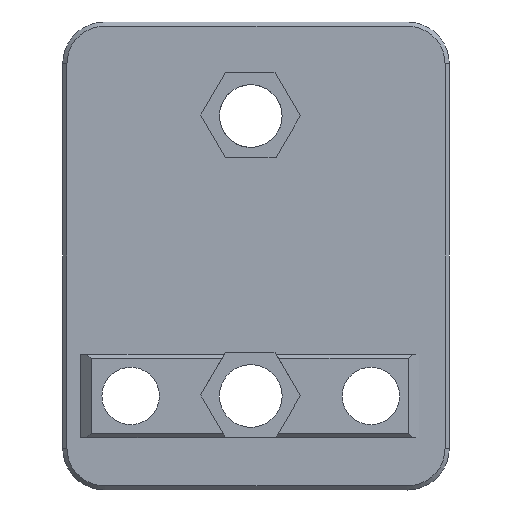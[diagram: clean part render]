
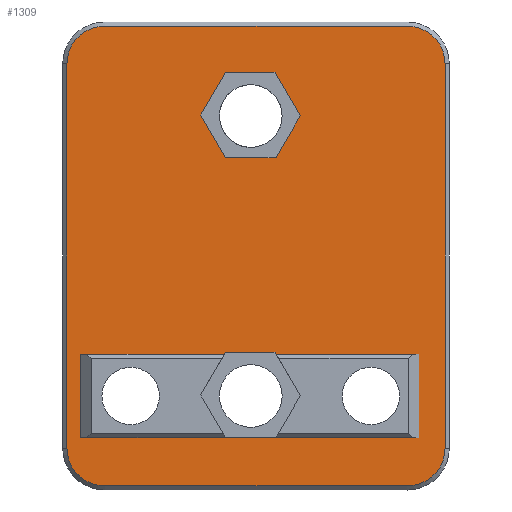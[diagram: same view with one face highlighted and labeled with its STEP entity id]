
A CAD part, front view. The second image highlights one B-rep face of the part: STEP entity #1309.
In plain terms, the highlighted planar face has unit normal (0, -1, 0).
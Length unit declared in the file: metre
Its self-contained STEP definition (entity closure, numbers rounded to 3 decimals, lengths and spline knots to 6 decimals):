
#24=CIRCLE('',#1390,0.0036);
#31=CIRCLE('',#1406,0.0036);
#35=CIRCLE('',#1420,0.0036);
#43=CIRCLE('',#1455,0.0036);
#292=ORIENTED_EDGE('',*,*,#451,.T.);
#293=ORIENTED_EDGE('',*,*,#464,.T.);
#294=ORIENTED_EDGE('',*,*,#467,.F.);
#295=ORIENTED_EDGE('',*,*,#428,.T.);
#296=ORIENTED_EDGE('',*,*,#425,.T.);
#297=ORIENTED_EDGE('',*,*,#466,.F.);
#298=ORIENTED_EDGE('',*,*,#576,.F.);
#299=ORIENTED_EDGE('',*,*,#476,.T.);
#300=ORIENTED_EDGE('',*,*,#468,.T.);
#301=ORIENTED_EDGE('',*,*,#577,.F.);
#302=ORIENTED_EDGE('',*,*,#574,.F.);
#303=ORIENTED_EDGE('',*,*,#516,.T.);
#304=ORIENTED_EDGE('',*,*,#575,.F.);
#305=ORIENTED_EDGE('',*,*,#526,.T.);
#306=ORIENTED_EDGE('',*,*,#484,.T.);
#307=ORIENTED_EDGE('',*,*,#436,.T.);
#308=ORIENTED_EDGE('',*,*,#446,.T.);
#309=ORIENTED_EDGE('',*,*,#460,.T.);
#310=ORIENTED_EDGE('',*,*,#571,.T.);
#311=ORIENTED_EDGE('',*,*,#578,.T.);
#312=ORIENTED_EDGE('',*,*,#568,.T.);
#313=ORIENTED_EDGE('',*,*,#489,.T.);
#425=EDGE_CURVE('',#606,#605,#723,.T.);
#428=EDGE_CURVE('',#608,#606,#726,.T.);
#436=EDGE_CURVE('',#616,#614,#24,.T.);
#446=EDGE_CURVE('',#614,#621,#740,.T.);
#451=EDGE_CURVE('',#626,#625,#743,.T.);
#460=EDGE_CURVE('',#621,#631,#31,.T.);
#464=EDGE_CURVE('',#625,#633,#752,.T.);
#466=EDGE_CURVE('',#626,#605,#754,.T.);
#467=EDGE_CURVE('',#608,#633,#755,.T.);
#468=EDGE_CURVE('',#634,#635,#756,.T.);
#476=EDGE_CURVE('',#642,#634,#764,.T.);
#484=EDGE_CURVE('',#647,#616,#770,.T.);
#489=EDGE_CURVE('',#650,#647,#35,.T.);
#516=EDGE_CURVE('',#670,#668,#797,.T.);
#526=EDGE_CURVE('',#675,#679,#807,.T.);
#568=EDGE_CURVE('',#706,#650,#845,.T.);
#571=EDGE_CURVE('',#631,#709,#848,.T.);
#574=EDGE_CURVE('',#670,#711,#851,.T.);
#575=EDGE_CURVE('',#675,#668,#852,.T.);
#576=EDGE_CURVE('',#642,#679,#853,.T.);
#577=EDGE_CURVE('',#711,#635,#854,.T.);
#578=EDGE_CURVE('',#709,#706,#43,.T.);
#605=VERTEX_POINT('',#1860);
#606=VERTEX_POINT('',#1862);
#608=VERTEX_POINT('',#1868);
#614=VERTEX_POINT('',#1883);
#616=VERTEX_POINT('',#1886);
#621=VERTEX_POINT('',#1903);
#625=VERTEX_POINT('',#1915);
#626=VERTEX_POINT('',#1917);
#631=VERTEX_POINT('',#1933);
#633=VERTEX_POINT('',#1942);
#634=VERTEX_POINT('',#1950);
#635=VERTEX_POINT('',#1951);
#642=VERTEX_POINT('',#1967);
#647=VERTEX_POINT('',#1983);
#650=VERTEX_POINT('',#1990);
#668=VERTEX_POINT('',#2045);
#670=VERTEX_POINT('',#2048);
#675=VERTEX_POINT('',#2059);
#679=VERTEX_POINT('',#2067);
#706=VERTEX_POINT('',#2148);
#709=VERTEX_POINT('',#2156);
#711=VERTEX_POINT('',#2161);
#723=LINE('',#1861,#869);
#726=LINE('',#1867,#872);
#740=LINE('',#1904,#886);
#743=LINE('',#1916,#889);
#752=LINE('',#1941,#898);
#754=LINE('',#1945,#900);
#755=LINE('',#1947,#901);
#756=LINE('',#1949,#902);
#764=LINE('',#1966,#910);
#770=LINE('',#1982,#916);
#797=LINE('',#2047,#943);
#807=LINE('',#2068,#953);
#845=LINE('',#2151,#991);
#848=LINE('',#2157,#994);
#851=LINE('',#2163,#997);
#852=LINE('',#2165,#998);
#853=LINE('',#2167,#999);
#854=LINE('',#2168,#1000);
#869=VECTOR('',#1497,1.);
#872=VECTOR('',#1502,1.);
#886=VECTOR('',#1534,1.);
#889=VECTOR('',#1547,1.);
#898=VECTOR('',#1574,1.);
#900=VECTOR('',#1578,1.);
#901=VECTOR('',#1581,1.);
#902=VECTOR('',#1584,1.);
#910=VECTOR('',#1594,1.);
#916=VECTOR('',#1610,1.);
#943=VECTOR('',#1667,1.);
#953=VECTOR('',#1679,1.);
#991=VECTOR('',#1751,1.);
#994=VECTOR('',#1756,1.);
#997=VECTOR('',#1761,1.);
#998=VECTOR('',#1764,1.);
#999=VECTOR('',#1767,1.);
#1000=VECTOR('',#1768,1.);
#1068=EDGE_LOOP('',(#292,#293,#294,#295,#296,#297));
#1069=EDGE_LOOP('',(#298,#299,#300,#301,#302,#303,#304,#305));
#1070=EDGE_LOOP('',(#306,#307,#308,#309,#310,#311,#312,#313));
#1160=FACE_BOUND('',#1068,.T.);
#1161=FACE_BOUND('',#1069,.T.);
#1162=FACE_BOUND('',#1070,.T.);
#1237=PLANE('',#1454);
#1309=ADVANCED_FACE('',(#1160,#1161,#1162),#1237,.T.);
#1390=AXIS2_PLACEMENT_3D('',#1885,#1516,#1517);
#1406=AXIS2_PLACEMENT_3D('',#1934,#1565,#1566);
#1420=AXIS2_PLACEMENT_3D('',#1992,#1618,#1619);
#1454=AXIS2_PLACEMENT_3D('',#2166,#1765,#1766);
#1455=AXIS2_PLACEMENT_3D('',#2169,#1769,#1770);
#1497=DIRECTION('',(1.,0.,0.));
#1502=DIRECTION('',(0.5,0.,0.866));
#1516=DIRECTION('',(0.,-1.,0.));
#1517=DIRECTION('',(0.,0.,-1.));
#1534=DIRECTION('',(-1.,0.,0.));
#1547=DIRECTION('',(-0.502,0.,-0.865));
#1565=DIRECTION('',(0.,-1.,0.));
#1566=DIRECTION('',(0.,0.,-1.));
#1574=DIRECTION('',(-1.,0.,0.));
#1578=DIRECTION('',(-0.5,0.,0.866));
#1581=DIRECTION('',(0.502,0.,-0.865));
#1584=DIRECTION('',(1.,0.,0.));
#1594=DIRECTION('',(0.5,0.,0.866));
#1610=DIRECTION('',(0.,0.,1.));
#1618=DIRECTION('',(0.,-1.,0.));
#1619=DIRECTION('',(0.,0.,-1.));
#1667=DIRECTION('',(0.,0.,-1.));
#1679=DIRECTION('',(0.,0.,1.));
#1751=DIRECTION('',(1.,0.,0.));
#1756=DIRECTION('',(0.,0.,-1.));
#1761=DIRECTION('',(-1.,0.,0.));
#1764=DIRECTION('',(1.,0.,0.));
#1765=DIRECTION('',(0.,-1.,0.));
#1766=DIRECTION('',(1.,0.,0.));
#1767=DIRECTION('',(-1.,0.,0.));
#1768=DIRECTION('',(-0.5,0.,0.866));
#1769=DIRECTION('',(0.,-1.,0.));
#1770=DIRECTION('',(0.,0.,-1.));
#1860=CARTESIAN_POINT('',(0.039807,0.180766,0.11652));
#1861=CARTESIAN_POINT('',(0.035073,0.180766,0.11652));
#1862=CARTESIAN_POINT('',(0.035073,0.180766,0.11652));
#1867=CARTESIAN_POINT('',(0.0327,0.180766,0.11241));
#1868=CARTESIAN_POINT('',(0.0327,0.180766,0.11241));
#1883=CARTESIAN_POINT('',(0.052488,0.180766,0.120913));
#1885=CARTESIAN_POINT('',(0.052488,0.180766,0.117313));
#1886=CARTESIAN_POINT('',(0.056088,0.180766,0.117313));
#1903=CARTESIAN_POINT('',(0.023488,0.180766,0.120913));
#1904=CARTESIAN_POINT('',(0.047967,0.180766,0.120913));
#1915=CARTESIAN_POINT('',(0.039911,0.180766,0.108338));
#1916=CARTESIAN_POINT('',(0.042227,0.180766,0.112328));
#1917=CARTESIAN_POINT('',(0.042227,0.180766,0.112328));
#1933=CARTESIAN_POINT('',(0.019888,0.180766,0.117313));
#1934=CARTESIAN_POINT('',(0.023488,0.180766,0.117313));
#1941=CARTESIAN_POINT('',(0.039911,0.180766,0.108338));
#1942=CARTESIAN_POINT('',(0.035064,0.180766,0.108338));
#1945=CARTESIAN_POINT('',(0.042227,0.180766,0.112328));
#1947=CARTESIAN_POINT('',(0.0327,0.180766,0.11241));
#1949=CARTESIAN_POINT('',(0.035073,0.180766,0.08972));
#1950=CARTESIAN_POINT('',(0.035073,0.180766,0.08972));
#1951=CARTESIAN_POINT('',(0.039807,0.180766,0.08972));
#1966=CARTESIAN_POINT('',(0.034953,0.180766,0.089513));
#1967=CARTESIAN_POINT('',(0.034953,0.180766,0.089513));
#1982=CARTESIAN_POINT('',(0.056088,0.180766,0.085513));
#1983=CARTESIAN_POINT('',(0.056088,0.180766,0.080513));
#1990=CARTESIAN_POINT('',(0.052488,0.180766,0.076913));
#1992=CARTESIAN_POINT('',(0.052488,0.180766,0.080513));
#2045=CARTESIAN_POINT('',(0.053588,0.180766,0.081513));
#2047=CARTESIAN_POINT('',(0.053588,0.180766,0.089513));
#2048=CARTESIAN_POINT('',(0.053588,0.180766,0.089513));
#2059=CARTESIAN_POINT('',(0.021198,0.180766,0.081513));
#2067=CARTESIAN_POINT('',(0.021198,0.180766,0.089513));
#2068=CARTESIAN_POINT('',(0.021198,0.180766,0.081513));
#2148=CARTESIAN_POINT('',(0.023488,0.180766,0.076913));
#2151=CARTESIAN_POINT('',(0.047967,0.180766,0.076913));
#2156=CARTESIAN_POINT('',(0.019888,0.180766,0.080513));
#2157=CARTESIAN_POINT('',(0.019888,0.180766,0.085513));
#2161=CARTESIAN_POINT('',(0.039927,0.180766,0.089513));
#2163=CARTESIAN_POINT('',(0.053588,0.180766,0.089513));
#2165=CARTESIAN_POINT('',(0.021198,0.180766,0.081513));
#2166=CARTESIAN_POINT('',(0.047967,0.180766,0.085513));
#2167=CARTESIAN_POINT('',(0.034953,0.180766,0.089513));
#2168=CARTESIAN_POINT('',(0.039927,0.180766,0.089513));
#2169=CARTESIAN_POINT('',(0.023488,0.180766,0.080513));
